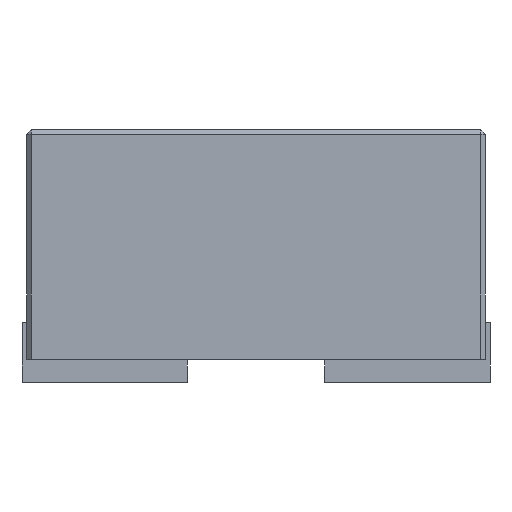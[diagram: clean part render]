
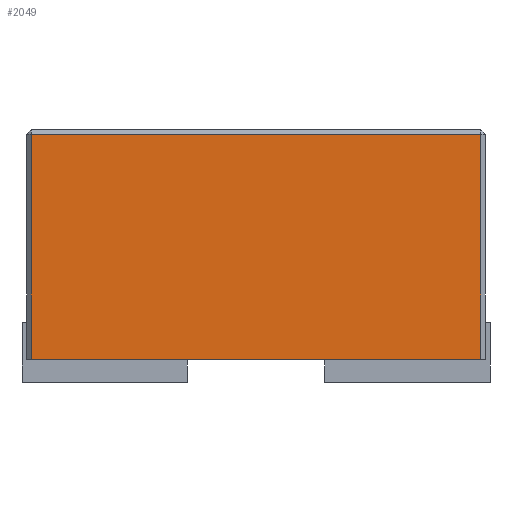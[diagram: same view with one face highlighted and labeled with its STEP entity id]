
A CAD part, front view. The second image highlights one B-rep face of the part: STEP entity #2049.
In plain terms, the highlighted face is planar.
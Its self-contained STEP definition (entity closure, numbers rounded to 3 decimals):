
#112=PLANE('',#2208);
#232=FACE_OUTER_BOUND('',#353,.T.);
#353=EDGE_LOOP('',(#1745,#1746,#1747,#1748));
#433=LINE('',#2861,#710);
#440=LINE('',#2875,#717);
#444=LINE('',#2881,#721);
#484=LINE('',#2955,#761);
#710=VECTOR('',#2321,10.);
#717=VECTOR('',#2332,10.);
#721=VECTOR('',#2340,10.);
#761=VECTOR('',#2388,10.);
#984=VERTEX_POINT('',#2854);
#986=VERTEX_POINT('',#2859);
#987=VERTEX_POINT('',#2864);
#990=VERTEX_POINT('',#2871);
#1173=EDGE_CURVE('',#986,#984,#433,.T.);
#1180=EDGE_CURVE('',#987,#990,#440,.T.);
#1184=EDGE_CURVE('',#984,#987,#444,.T.);
#1224=EDGE_CURVE('',#990,#986,#484,.T.);
#1745=ORIENTED_EDGE('',*,*,#1173,.F.);
#1746=ORIENTED_EDGE('',*,*,#1224,.F.);
#1747=ORIENTED_EDGE('',*,*,#1180,.F.);
#1748=ORIENTED_EDGE('',*,*,#1184,.F.);
#2049=ADVANCED_FACE('',(#232),#112,.T.);
#2208=AXIS2_PLACEMENT_3D('',#3134,#2559,#2560);
#2321=DIRECTION('',(0.,1.,0.));
#2332=DIRECTION('',(0.,-1.,0.));
#2340=DIRECTION('',(0.,0.,-1.));
#2388=DIRECTION('',(0.,0.,1.));
#2559=DIRECTION('center_axis',(1.,0.,0.));
#2560=DIRECTION('ref_axis',(0.,0.,-1.));
#2854=CARTESIAN_POINT('',(1.25,0.54,0.49));
#2859=CARTESIAN_POINT('',(1.25,0.05,0.49));
#2861=CARTESIAN_POINT('',(1.25,0.05,0.49));
#2864=CARTESIAN_POINT('',(1.25,0.54,-0.49));
#2871=CARTESIAN_POINT('',(1.25,0.05,-0.49));
#2875=CARTESIAN_POINT('',(1.25,0.05,-0.49));
#2881=CARTESIAN_POINT('',(1.25,0.54,0.25));
#2955=CARTESIAN_POINT('',(1.25,0.05,-0.5));
#3134=CARTESIAN_POINT('Origin',(1.25,0.05,0.5));
